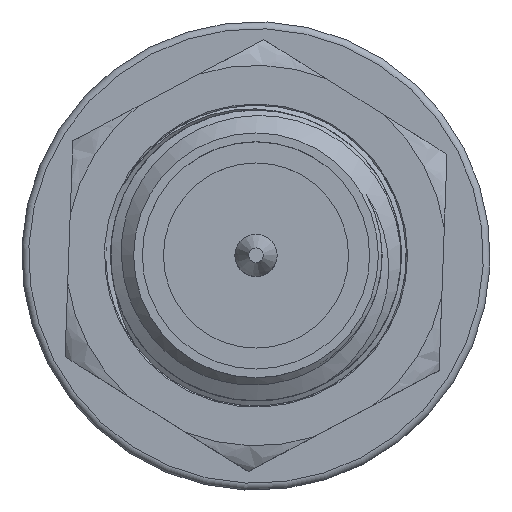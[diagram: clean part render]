
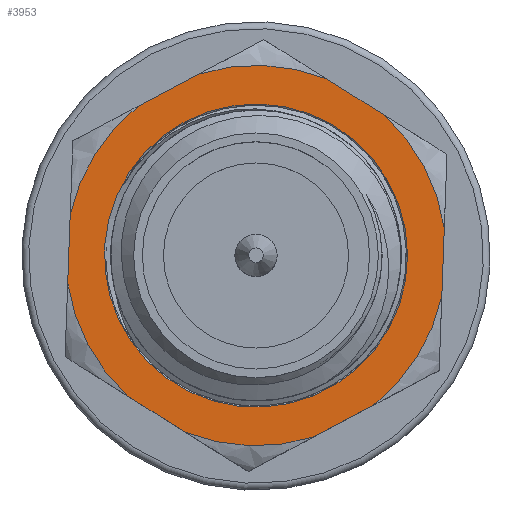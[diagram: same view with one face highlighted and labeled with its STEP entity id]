
A CAD part, top view. The second image highlights one B-rep face of the part: STEP entity #3953.
In plain terms, the highlighted planar face has unit normal (0, 0, 1).
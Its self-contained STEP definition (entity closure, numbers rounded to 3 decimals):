
#304=LINE('',#6998,#632);
#307=LINE('',#7015,#635);
#309=LINE('',#7030,#637);
#313=LINE('',#7049,#641);
#316=LINE('',#7066,#644);
#318=LINE('',#7081,#646);
#632=VECTOR('',#5827,1000.);
#635=VECTOR('',#5836,1000.);
#637=VECTOR('',#5844,1000.);
#641=VECTOR('',#5854,1000.);
#644=VECTOR('',#5863,1000.);
#646=VECTOR('',#5871,1000.);
#1222=ORIENTED_EDGE('',*,*,#2224,.T.);
#1223=ORIENTED_EDGE('',*,*,#2222,.F.);
#1224=ORIENTED_EDGE('',*,*,#2219,.T.);
#1225=ORIENTED_EDGE('',*,*,#2217,.F.);
#1226=ORIENTED_EDGE('',*,*,#2213,.T.);
#1227=ORIENTED_EDGE('',*,*,#2211,.F.);
#1228=ORIENTED_EDGE('',*,*,#2207,.T.);
#1229=ORIENTED_EDGE('',*,*,#2204,.F.);
#1230=ORIENTED_EDGE('',*,*,#2201,.T.);
#1231=ORIENTED_EDGE('',*,*,#2199,.F.);
#1232=ORIENTED_EDGE('',*,*,#2196,.T.);
#1233=ORIENTED_EDGE('',*,*,#2193,.F.);
#1234=ORIENTED_EDGE('',*,*,#2187,.T.);
#2187=EDGE_CURVE('',#2731,#2732,#3083,.F.);
#2193=EDGE_CURVE('',#2731,#2735,#304,.T.);
#2196=EDGE_CURVE('',#2736,#2735,#3084,.F.);
#2199=EDGE_CURVE('',#2736,#2738,#307,.T.);
#2201=EDGE_CURVE('',#2739,#2738,#3085,.F.);
#2204=EDGE_CURVE('',#2739,#2740,#309,.T.);
#2207=EDGE_CURVE('',#2742,#2740,#3086,.F.);
#2211=EDGE_CURVE('',#2742,#2744,#313,.T.);
#2213=EDGE_CURVE('',#2745,#2744,#3087,.F.);
#2217=EDGE_CURVE('',#2745,#2747,#316,.T.);
#2219=EDGE_CURVE('',#2748,#2747,#3088,.F.);
#2222=EDGE_CURVE('',#2748,#2732,#318,.T.);
#2224=EDGE_CURVE('',#2750,#2750,#3090,.T.);
#2731=VERTEX_POINT('',#6982);
#2732=VERTEX_POINT('',#6983);
#2735=VERTEX_POINT('',#6999);
#2736=VERTEX_POINT('',#7009);
#2738=VERTEX_POINT('',#7016);
#2739=VERTEX_POINT('',#7023);
#2740=VERTEX_POINT('',#7031);
#2742=VERTEX_POINT('',#7040);
#2744=VERTEX_POINT('',#7050);
#2745=VERTEX_POINT('',#7057);
#2747=VERTEX_POINT('',#7067);
#2748=VERTEX_POINT('',#7074);
#2750=VERTEX_POINT('',#7087);
#3083=CIRCLE('',#5244,4.142);
#3084=CIRCLE('',#5247,4.142);
#3085=CIRCLE('',#5250,4.142);
#3086=CIRCLE('',#5253,4.142);
#3087=CIRCLE('',#5256,4.142);
#3088=CIRCLE('',#5259,4.142);
#3090=CIRCLE('',#5264,3.3);
#3271=EDGE_LOOP('',(#1222));
#3272=EDGE_LOOP('',(#1223,#1224,#1225,#1226,#1227,#1228,#1229,#1230,#1231,
#1232,#1233,#1234));
#3555=FACE_BOUND('',#3271,.T.);
#3556=FACE_BOUND('',#3272,.T.);
#3798=PLANE('',#5263);
#3953=ADVANCED_FACE('',(#3555,#3556),#3798,.F.);
#5244=AXIS2_PLACEMENT_3D('',#6981,#5820,#5821);
#5247=AXIS2_PLACEMENT_3D('',#7010,#5830,#5831);
#5250=AXIS2_PLACEMENT_3D('',#7022,#5839,#5840);
#5253=AXIS2_PLACEMENT_3D('',#7039,#5848,#5849);
#5256=AXIS2_PLACEMENT_3D('',#7056,#5857,#5858);
#5259=AXIS2_PLACEMENT_3D('',#7073,#5866,#5867);
#5263=AXIS2_PLACEMENT_3D('',#7085,#5876,#5877);
#5264=AXIS2_PLACEMENT_3D('',#7086,#5878,#5879);
#5820=DIRECTION('',(0.,0.,-1.));
#5821=DIRECTION('',(-0.468,0.884,0.));
#5827=DIRECTION('',(0.847,-0.531,0.));
#5830=DIRECTION('',(0.,0.,-1.));
#5831=DIRECTION('',(-0.468,0.884,0.));
#5836=DIRECTION('',(-0.036,-0.999,0.));
#5839=DIRECTION('',(0.,0.,-1.));
#5840=DIRECTION('',(-0.468,0.884,0.));
#5844=DIRECTION('',(-0.884,-0.468,0.));
#5848=DIRECTION('',(0.,0.,-1.));
#5849=DIRECTION('',(-0.468,0.884,0.));
#5854=DIRECTION('',(-0.847,0.531,0.));
#5857=DIRECTION('',(0.,0.,-1.));
#5858=DIRECTION('',(-0.468,0.884,0.));
#5863=DIRECTION('',(0.036,0.999,0.));
#5866=DIRECTION('',(0.,0.,-1.));
#5867=DIRECTION('',(-0.468,0.884,0.));
#5871=DIRECTION('',(0.884,0.468,0.));
#5876=DIRECTION('',(0.,0.,-1.));
#5877=DIRECTION('',(-0.468,0.884,0.));
#5878=DIRECTION('',(0.,0.,-1.));
#5879=DIRECTION('',(-0.468,0.884,0.));
#6981=CARTESIAN_POINT('',(0.,0.,9.878));
#6982=CARTESIAN_POINT('',(1.534,3.848,9.878));
#6983=CARTESIAN_POINT('',(-1.251,3.949,9.878));
#6998=CARTESIAN_POINT('',(0.171,4.702,9.878));
#6999=CARTESIAN_POINT('',(2.795,3.058,9.878));
#7009=CARTESIAN_POINT('',(4.099,0.595,9.878));
#7010=CARTESIAN_POINT('',(0.,0.,9.878));
#7015=CARTESIAN_POINT('',(4.158,2.203,9.878));
#7016=CARTESIAN_POINT('',(4.045,-0.891,9.878));
#7022=CARTESIAN_POINT('',(0.,0.,9.878));
#7023=CARTESIAN_POINT('',(2.565,-3.253,9.878));
#7030=CARTESIAN_POINT('',(3.987,-2.499,9.878));
#7031=CARTESIAN_POINT('',(1.251,-3.949,9.878));
#7039=CARTESIAN_POINT('',(0.,0.,9.878));
#7040=CARTESIAN_POINT('',(-1.534,-3.848,9.878));
#7049=CARTESIAN_POINT('',(-0.171,-4.702,9.878));
#7050=CARTESIAN_POINT('',(-2.795,-3.058,9.878));
#7056=CARTESIAN_POINT('',(0.,0.,9.878));
#7057=CARTESIAN_POINT('',(-4.099,-0.595,9.878));
#7066=CARTESIAN_POINT('',(-4.158,-2.203,9.878));
#7067=CARTESIAN_POINT('',(-4.045,0.891,9.878));
#7073=CARTESIAN_POINT('',(0.,0.,9.878));
#7074=CARTESIAN_POINT('',(-2.565,3.253,9.878));
#7081=CARTESIAN_POINT('',(-3.987,2.499,9.878));
#7085=CARTESIAN_POINT('',(0.,0.,9.878));
#7086=CARTESIAN_POINT('',(0.,0.,9.878));
#7087=CARTESIAN_POINT('',(-1.545,2.916,9.878));
